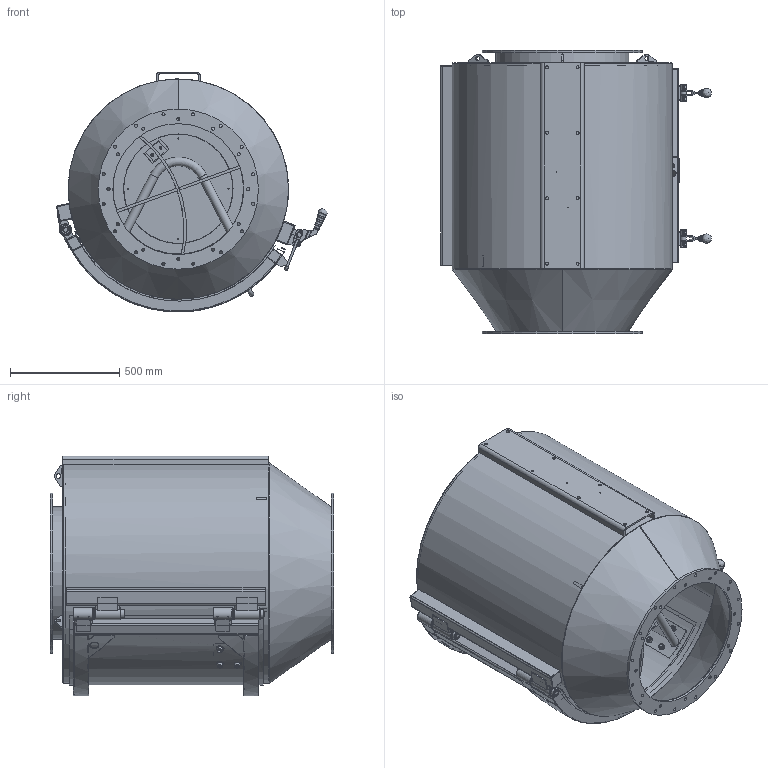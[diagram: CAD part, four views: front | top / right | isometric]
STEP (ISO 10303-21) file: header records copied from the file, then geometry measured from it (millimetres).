
FILE_DESCRIPTION(/* description */ (''),/* implementation_level */ '2;1');
FILE_NAME(/* name */ 'SPPE000067.stp',/* time_stamp */ '2018-07-28T09:36:33+02:00',/* author */ ('pw'),/* organization */ (''),/* preprocessor_version */ 'ST-DEVELOPER v16.5',/* originating_system */ 'Autodesk Inventor 2017',/* authorisation */ '');
FILE_SCHEMA (('AUTOMOTIVE_DESIGN { 1 0 10303 214 3 1 1 }'));
Length unit declared in the file: millimetre
Products named in the file (1): SPPE000067
Bounding box: 1240.04 x 1300 x 1099.44 mm (x, y, z)
Volume: 21319095 mm3; surface area: 17623423.3 mm2
Topology: 20 solids, 21 shells, 2240 faces, 5797 edges, 3699 vertices
Faces by surface type: plane 1090, cylinder 496, bspline 400, cone 206, torus 47, sphere 1
Full cylindrical faces by diameter (mm): 2 x8, 2.459 x2, 3.242 x2, 4.917 x4, 5.459 x4, 6 x2, 6.5 x2, 6.6 x6, 6.647 x3, 8 x4, 12 x14, 13 x4, 13.5 x8, 13.835 x1, 14 x56, 16 x12, 17 x8, 18 x4, 19 x6, 20 x9, 20.5 x1, 21 x3, 24 x7, 24.9 x2, 25 x13, 28 x2, 30 x5, 31 x2, 36 x4, 40 x5
Entity records: 93856 total; most frequent: CARTESIAN_POINT 41531, ORIENTED_EDGE 10670, DIRECTION 8985, EDGE_CURVE 5299, VERTEX_POINT 3580, AXIS2_PLACEMENT_3D 3117, EDGE_LOOP 3066, LINE 2751
